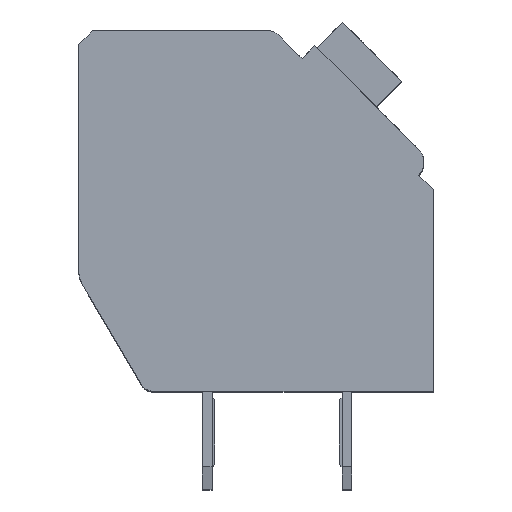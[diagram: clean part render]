
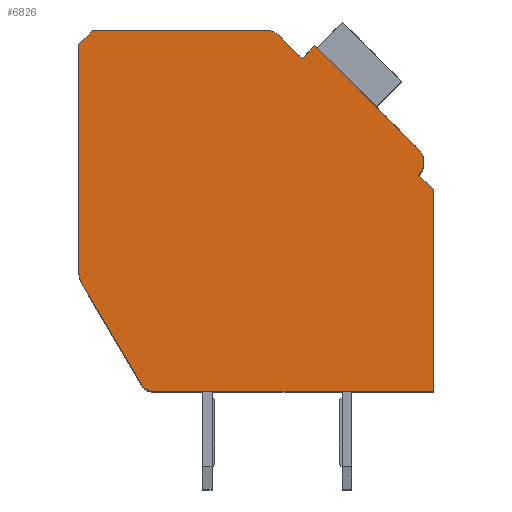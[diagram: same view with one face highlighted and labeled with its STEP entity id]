
A CAD part, top view. The second image highlights one B-rep face of the part: STEP entity #6826.
In plain terms, the highlighted planar face has unit normal (0, 0, 1).
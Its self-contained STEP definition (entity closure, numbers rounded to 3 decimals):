
#199=DIRECTION('',(0.,-1.,0.));
#200=VECTOR('',#199,8.053);
#201=CARTESIAN_POINT('',(-12.7,12.4,2.1));
#202=LINE('',#201,#200);
#203=DIRECTION('',(-0.707,-0.707,0.));
#204=VECTOR('',#203,0.707);
#205=CARTESIAN_POINT('',(-12.2,12.9,2.1));
#206=LINE('',#205,#204);
#207=DIRECTION('',(-1.,0.,0.));
#208=VECTOR('',#207,6.298);
#209=CARTESIAN_POINT('',(-5.902,12.9,2.1));
#210=LINE('',#209,#208);
#211=CARTESIAN_POINT('',(-5.902,12.4,2.1));
#212=DIRECTION('',(0.,0.,1.));
#213=DIRECTION('',(0.707,0.707,0.));
#214=AXIS2_PLACEMENT_3D('',#211,#212,#213);
#216=DIRECTION('',(-0.707,0.707,0.));
#217=VECTOR('',#216,1.197);
#218=CARTESIAN_POINT('',(-4.702,11.907,2.1));
#219=LINE('',#218,#217);
#220=DIRECTION('',(-0.707,-0.707,0.));
#221=VECTOR('',#220,0.65);
#222=CARTESIAN_POINT('',(-4.243,12.367,2.1));
#223=LINE('',#222,#221);
#224=DIRECTION('',(-0.707,0.707,0.));
#225=VECTOR('',#224,5.25);
#226=CARTESIAN_POINT('',(-0.53,8.655,2.1));
#227=LINE('',#226,#225);
#228=CARTESIAN_POINT('',(-0.99,8.195,2.1));
#229=DIRECTION('',(0.,0.,1.));
#230=DIRECTION('',(0.707,-0.707,0.));
#231=AXIS2_PLACEMENT_3D('',#228,#229,#230);
#233=DIRECTION('',(-0.707,0.707,0.));
#234=VECTOR('',#233,0.75);
#235=CARTESIAN_POINT('',(0.,7.205,2.1));
#236=LINE('',#235,#234);
#237=DIRECTION('',(0.,1.,0.));
#238=VECTOR('',#237,7.205);
#239=CARTESIAN_POINT('',(0.,0.,2.1));
#240=LINE('',#239,#238);
#241=DIRECTION('',(1.,0.,0.));
#242=VECTOR('',#241,10.014);
#243=CARTESIAN_POINT('',(-10.014,0.,2.1));
#244=LINE('',#243,#242);
#245=CARTESIAN_POINT('',(-10.014,0.5,2.1));
#246=DIRECTION('',(0.,0.,1.));
#247=DIRECTION('',(-0.862,-0.508,0.));
#248=AXIS2_PLACEMENT_3D('',#245,#246,#247);
#250=DIRECTION('',(0.508,-0.862,0.));
#251=VECTOR('',#250,4.17);
#252=CARTESIAN_POINT('',(-12.562,3.839,2.1));
#253=LINE('',#252,#251);
#254=CARTESIAN_POINT('',(-11.7,4.347,2.1));
#255=DIRECTION('',(0.,0.,1.));
#256=DIRECTION('',(-1.,0.,0.));
#257=AXIS2_PLACEMENT_3D('',#254,#255,#256);
#5082=CARTESIAN_POINT('',(-12.7,12.4,2.1));
#5083=CARTESIAN_POINT('',(-12.7,4.347,2.1));
#5084=VERTEX_POINT('',#5082);
#5085=VERTEX_POINT('',#5083);
#5086=CARTESIAN_POINT('',(-12.562,3.839,2.1));
#5087=VERTEX_POINT('',#5086);
#5088=CARTESIAN_POINT('',(-10.445,0.246,2.1));
#5089=VERTEX_POINT('',#5088);
#5090=CARTESIAN_POINT('',(-10.014,0.,2.1));
#5091=VERTEX_POINT('',#5090);
#5092=CARTESIAN_POINT('',(0.,0.,2.1));
#5093=VERTEX_POINT('',#5092);
#5094=CARTESIAN_POINT('',(0.,7.205,2.1));
#5095=VERTEX_POINT('',#5094);
#5096=CARTESIAN_POINT('',(-0.53,7.735,2.1));
#5097=VERTEX_POINT('',#5096);
#5098=CARTESIAN_POINT('',(-0.53,8.655,2.1));
#5099=VERTEX_POINT('',#5098);
#5100=CARTESIAN_POINT('',(-4.243,12.367,2.1));
#5101=VERTEX_POINT('',#5100);
#5102=CARTESIAN_POINT('',(-4.702,11.907,2.1));
#5103=VERTEX_POINT('',#5102);
#5104=CARTESIAN_POINT('',(-5.548,12.754,2.1));
#5105=VERTEX_POINT('',#5104);
#5106=CARTESIAN_POINT('',(-5.902,12.9,2.1));
#5107=VERTEX_POINT('',#5106);
#5108=CARTESIAN_POINT('',(-12.2,12.9,2.1));
#5109=VERTEX_POINT('',#5108);
#6793=CARTESIAN_POINT('',(0.,0.,2.1));
#6794=DIRECTION('',(0.,0.,1.));
#6795=DIRECTION('',(1.,0.,0.));
#6796=AXIS2_PLACEMENT_3D('',#6793,#6794,#6795);
#6797=PLANE('',#6796);
#6798=ORIENTED_EDGE('',*,*,#6638,.F.);
#6800=ORIENTED_EDGE('',*,*,#6799,.F.);
#6802=ORIENTED_EDGE('',*,*,#6801,.F.);
#6804=ORIENTED_EDGE('',*,*,#6803,.F.);
#6806=ORIENTED_EDGE('',*,*,#6805,.F.);
#6808=ORIENTED_EDGE('',*,*,#6807,.F.);
#6810=ORIENTED_EDGE('',*,*,#6809,.F.);
#6812=ORIENTED_EDGE('',*,*,#6811,.F.);
#6814=ORIENTED_EDGE('',*,*,#6813,.F.);
#6816=ORIENTED_EDGE('',*,*,#6815,.F.);
#6818=ORIENTED_EDGE('',*,*,#6817,.F.);
#6820=ORIENTED_EDGE('',*,*,#6819,.F.);
#6822=ORIENTED_EDGE('',*,*,#6821,.F.);
#6823=ORIENTED_EDGE('',*,*,#6711,.F.);
#6824=EDGE_LOOP('',(#6798,#6800,#6802,#6804,#6806,#6808,#6810,#6812,#6814,#6816,
#6818,#6820,#6822,#6823));
#6825=FACE_OUTER_BOUND('',#6824,.F.);
#215=CIRCLE('',#214,0.5);
#232=CIRCLE('',#231,0.65);
#249=CIRCLE('',#248,0.5);
#258=CIRCLE('',#257,1.);
#6638=EDGE_CURVE('',#5084,#5085,#202,.T.);
#6711=EDGE_CURVE('',#5085,#5087,#258,.T.);
#6799=EDGE_CURVE('',#5109,#5084,#206,.T.);
#6801=EDGE_CURVE('',#5107,#5109,#210,.T.);
#6803=EDGE_CURVE('',#5105,#5107,#215,.T.);
#6805=EDGE_CURVE('',#5103,#5105,#219,.T.);
#6807=EDGE_CURVE('',#5101,#5103,#223,.T.);
#6809=EDGE_CURVE('',#5099,#5101,#227,.T.);
#6811=EDGE_CURVE('',#5097,#5099,#232,.T.);
#6813=EDGE_CURVE('',#5095,#5097,#236,.T.);
#6815=EDGE_CURVE('',#5093,#5095,#240,.T.);
#6817=EDGE_CURVE('',#5091,#5093,#244,.T.);
#6819=EDGE_CURVE('',#5089,#5091,#249,.T.);
#6821=EDGE_CURVE('',#5087,#5089,#253,.T.);
#6826=ADVANCED_FACE('',(#6825),#6797,.T.);
